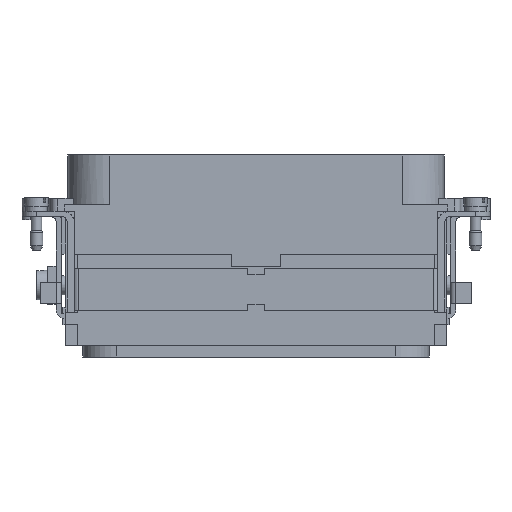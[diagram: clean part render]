
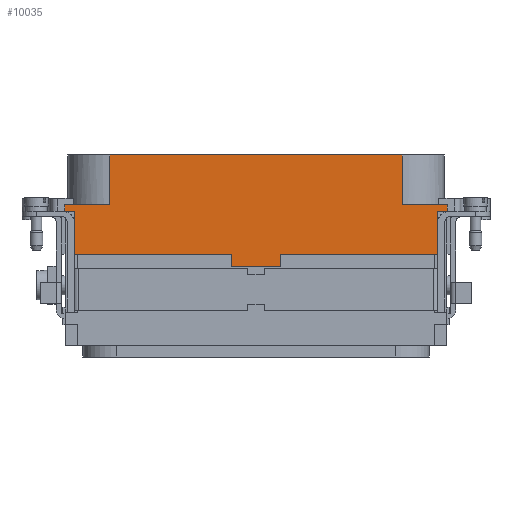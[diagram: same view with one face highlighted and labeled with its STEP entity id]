
A CAD part, front view. The second image highlights one B-rep face of the part: STEP entity #10035.
In plain terms, the highlighted planar face has unit normal (0, -1, 0).
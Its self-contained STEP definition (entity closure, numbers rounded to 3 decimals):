
#6483=FACE_OUTER_BOUND('',#11987,.T.);
#7136=LINE('',#27188,#8499);
#7137=LINE('',#27190,#8500);
#7138=LINE('',#27192,#8501);
#7139=LINE('',#27194,#8502);
#7140=LINE('',#27196,#8503);
#7141=LINE('',#27198,#8504);
#7142=LINE('',#27200,#8505);
#7143=LINE('',#27204,#8506);
#7144=LINE('',#27206,#8507);
#7145=LINE('',#27208,#8508);
#7146=LINE('',#27210,#8509);
#7147=LINE('',#27212,#8510);
#7148=LINE('',#27214,#8511);
#7149=LINE('',#27216,#8512);
#7150=LINE('',#27218,#8513);
#7151=LINE('',#27220,#8514);
#7152=LINE('',#27222,#8515);
#7153=LINE('',#27224,#8516);
#8499=VECTOR('',#22953,1.);
#8500=VECTOR('',#22954,1.);
#8501=VECTOR('',#22955,1.);
#8502=VECTOR('',#22956,1.);
#8503=VECTOR('',#22957,1.);
#8504=VECTOR('',#22958,1.);
#8505=VECTOR('',#22959,1.);
#8506=VECTOR('',#22962,1.);
#8507=VECTOR('',#22963,1.);
#8508=VECTOR('',#22964,1.);
#8509=VECTOR('',#22965,1.);
#8510=VECTOR('',#22966,1.);
#8511=VECTOR('',#22967,1.);
#8512=VECTOR('',#22968,1.);
#8513=VECTOR('',#22969,1.);
#8514=VECTOR('',#22970,1.);
#8515=VECTOR('',#22971,1.);
#8516=VECTOR('',#22972,1.);
#10035=ADVANCED_FACE('',(#6483),#10905,.T.);
#10905=PLANE('',#21488);
#11987=EDGE_LOOP('',(#13081,#13082,#13083,#13084,#13085,#13086,#13087,#13088,
#13089,#13090,#13091,#13092,#13093,#13094,#13095,#13096,#13097,#13098,#13099,
#13100));
#13081=ORIENTED_EDGE('',*,*,#18784,.F.);
#13082=ORIENTED_EDGE('',*,*,#18785,.T.);
#13083=ORIENTED_EDGE('',*,*,#18786,.T.);
#13084=ORIENTED_EDGE('',*,*,#18787,.T.);
#13085=ORIENTED_EDGE('',*,*,#18788,.T.);
#13086=ORIENTED_EDGE('',*,*,#18789,.T.);
#13087=ORIENTED_EDGE('',*,*,#18790,.T.);
#13088=ORIENTED_EDGE('',*,*,#18791,.T.);
#13089=ORIENTED_EDGE('',*,*,#18792,.F.);
#13090=ORIENTED_EDGE('',*,*,#18793,.T.);
#13091=ORIENTED_EDGE('',*,*,#18794,.T.);
#13092=ORIENTED_EDGE('',*,*,#18795,.T.);
#13093=ORIENTED_EDGE('',*,*,#18796,.T.);
#13094=ORIENTED_EDGE('',*,*,#18797,.T.);
#13095=ORIENTED_EDGE('',*,*,#18798,.T.);
#13096=ORIENTED_EDGE('',*,*,#18799,.T.);
#13097=ORIENTED_EDGE('',*,*,#18800,.T.);
#13098=ORIENTED_EDGE('',*,*,#18801,.T.);
#13099=ORIENTED_EDGE('',*,*,#18802,.T.);
#13100=ORIENTED_EDGE('',*,*,#18803,.T.);
#17321=VERTEX_POINT('',#27186);
#17322=VERTEX_POINT('',#27187);
#17323=VERTEX_POINT('',#27189);
#17324=VERTEX_POINT('',#27191);
#17325=VERTEX_POINT('',#27193);
#17326=VERTEX_POINT('',#27195);
#17327=VERTEX_POINT('',#27197);
#17328=VERTEX_POINT('',#27199);
#17329=VERTEX_POINT('',#27201);
#17330=VERTEX_POINT('',#27203);
#17331=VERTEX_POINT('',#27205);
#17332=VERTEX_POINT('',#27207);
#17333=VERTEX_POINT('',#27209);
#17334=VERTEX_POINT('',#27211);
#17335=VERTEX_POINT('',#27213);
#17336=VERTEX_POINT('',#27215);
#17337=VERTEX_POINT('',#27217);
#17338=VERTEX_POINT('',#27219);
#17339=VERTEX_POINT('',#27221);
#17340=VERTEX_POINT('',#27223);
#18784=EDGE_CURVE('',#17321,#17322,#20904,.T.);
#18785=EDGE_CURVE('',#17321,#17323,#7136,.T.);
#18786=EDGE_CURVE('',#17323,#17324,#7137,.T.);
#18787=EDGE_CURVE('',#17324,#17325,#7138,.T.);
#18788=EDGE_CURVE('',#17325,#17326,#7139,.T.);
#18789=EDGE_CURVE('',#17326,#17327,#7140,.T.);
#18790=EDGE_CURVE('',#17327,#17328,#7141,.T.);
#18791=EDGE_CURVE('',#17328,#17329,#7142,.T.);
#18792=EDGE_CURVE('',#17330,#17329,#20905,.T.);
#18793=EDGE_CURVE('',#17330,#17331,#7143,.T.);
#18794=EDGE_CURVE('',#17331,#17332,#7144,.T.);
#18795=EDGE_CURVE('',#17332,#17333,#7145,.T.);
#18796=EDGE_CURVE('',#17333,#17334,#7146,.T.);
#18797=EDGE_CURVE('',#17334,#17335,#7147,.T.);
#18798=EDGE_CURVE('',#17335,#17336,#7148,.T.);
#18799=EDGE_CURVE('',#17336,#17337,#7149,.T.);
#18800=EDGE_CURVE('',#17337,#17338,#7150,.T.);
#18801=EDGE_CURVE('',#17338,#17339,#7151,.T.);
#18802=EDGE_CURVE('',#17339,#17340,#7152,.T.);
#18803=EDGE_CURVE('',#17340,#17322,#7153,.T.);
#20904=CIRCLE('',#21486,2.7);
#20905=CIRCLE('',#21487,2.7);
#21486=AXIS2_PLACEMENT_3D('',#27185,#22951,#22952);
#21487=AXIS2_PLACEMENT_3D('',#27202,#22960,#22961);
#21488=AXIS2_PLACEMENT_3D('',#27225,#22973,#22974);
#22951=DIRECTION('',(0.,-1.,0.));
#22952=DIRECTION('',(1.,0.,0.));
#22953=DIRECTION('',(0.,0.,-1.));
#22954=DIRECTION('',(1.,0.,0.));
#22955=DIRECTION('',(0.,0.,-1.));
#22956=DIRECTION('',(1.,0.,0.));
#22957=DIRECTION('',(0.,0.,1.));
#22958=DIRECTION('',(1.,0.,0.));
#22959=DIRECTION('',(0.,0.,1.));
#22960=DIRECTION('',(0.,-1.,0.));
#22961=DIRECTION('',(1.,0.,0.));
#22962=DIRECTION('',(0.,0.,1.));
#22963=DIRECTION('',(1.,0.,0.));
#22964=DIRECTION('',(0.,0.,1.));
#22965=DIRECTION('',(-1.,0.,0.));
#22966=DIRECTION('',(0.,0.,1.));
#22967=DIRECTION('',(-1.,0.,0.));
#22968=DIRECTION('',(0.,0.,-1.));
#22969=DIRECTION('',(-1.,0.,0.));
#22970=DIRECTION('',(0.,0.,-1.));
#22971=DIRECTION('',(1.,0.,0.));
#22972=DIRECTION('',(0.,0.,-1.));
#22973=DIRECTION('',(0.,-1.,0.));
#22974=DIRECTION('',(-1.,0.,0.));
#27185=CARTESIAN_POINT('',(-45.7,-16.95,-1.5));
#27186=CARTESIAN_POINT('',(-43.,-16.95,-1.5));
#27187=CARTESIAN_POINT('',(-43.1,-16.95,-0.772));
#27188=CARTESIAN_POINT('',(-43.,-16.95,-22.5));
#27189=CARTESIAN_POINT('',(-43.,-16.95,-8.95));
#27190=CARTESIAN_POINT('',(-43.1,-16.95,-8.95));
#27191=CARTESIAN_POINT('',(-5.875,-16.95,-8.95));
#27192=CARTESIAN_POINT('',(-5.875,-16.95,-8.75));
#27193=CARTESIAN_POINT('',(-5.875,-16.95,-11.9));
#27194=CARTESIAN_POINT('',(-5.875,-16.95,-11.9));
#27195=CARTESIAN_POINT('',(5.875,-16.95,-11.9));
#27196=CARTESIAN_POINT('',(5.875,-16.95,-11.9));
#27197=CARTESIAN_POINT('',(5.875,-16.95,-8.95));
#27198=CARTESIAN_POINT('',(5.875,-16.95,-8.95));
#27199=CARTESIAN_POINT('',(43.,-16.95,-8.95));
#27200=CARTESIAN_POINT('',(43.,-16.95,-22.5));
#27201=CARTESIAN_POINT('',(43.,-16.95,-1.5));
#27202=CARTESIAN_POINT('',(45.7,-16.95,-1.5));
#27203=CARTESIAN_POINT('',(43.1,-16.95,-0.772));
#27204=CARTESIAN_POINT('',(43.1,-16.95,-8.75));
#27205=CARTESIAN_POINT('',(43.1,-16.95,1.2));
#27206=CARTESIAN_POINT('',(43.1,-16.95,1.2));
#27207=CARTESIAN_POINT('',(45.25,-16.95,1.2));
#27208=CARTESIAN_POINT('',(45.25,-16.95,1.2));
#27209=CARTESIAN_POINT('',(45.25,-16.95,2.75));
#27210=CARTESIAN_POINT('',(45.25,-16.95,2.75));
#27211=CARTESIAN_POINT('',(34.6,-16.95,2.75));
#27212=CARTESIAN_POINT('',(34.6,-16.95,2.75));
#27213=CARTESIAN_POINT('',(34.6,-16.95,14.55));
#27214=CARTESIAN_POINT('',(-27.8,-16.95,14.55));
#27215=CARTESIAN_POINT('',(-34.6,-16.95,14.55));
#27216=CARTESIAN_POINT('',(-34.6,-16.95,14.55));
#27217=CARTESIAN_POINT('',(-34.6,-16.95,2.75));
#27218=CARTESIAN_POINT('',(-34.6,-16.95,2.75));
#27219=CARTESIAN_POINT('',(-45.25,-16.95,2.75));
#27220=CARTESIAN_POINT('',(-45.25,-16.95,2.75));
#27221=CARTESIAN_POINT('',(-45.25,-16.95,1.2));
#27222=CARTESIAN_POINT('',(-45.25,-16.95,1.2));
#27223=CARTESIAN_POINT('',(-43.1,-16.95,1.2));
#27224=CARTESIAN_POINT('',(-43.1,-16.95,1.2));
#27225=CARTESIAN_POINT('',(-45.85,-16.95,-12.3));
